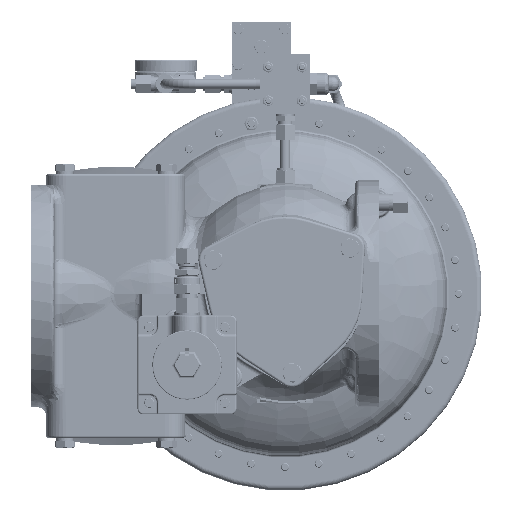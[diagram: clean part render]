
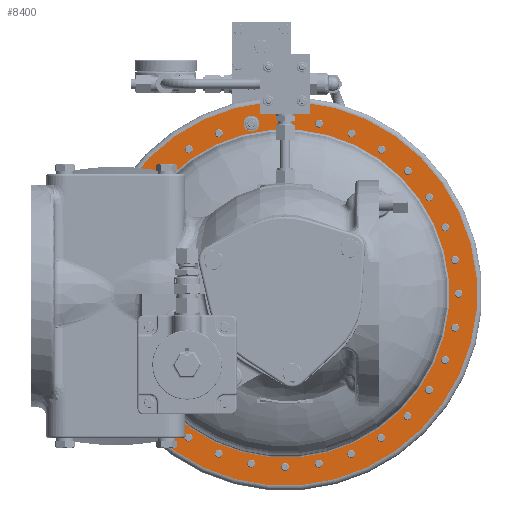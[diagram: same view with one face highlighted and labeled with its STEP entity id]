
A CAD part, front view. The second image highlights one B-rep face of the part: STEP entity #8400.
In plain terms, the highlighted planar face has unit normal (0, -1, 0).
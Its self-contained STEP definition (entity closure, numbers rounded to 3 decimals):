
#1090 = DIRECTION ( 'NONE',  ( 0., 1., 0. ) ) ;
#5852 = DIRECTION ( 'NONE',  ( -0.707, 0., -0.707 ) ) ;
#7453 = DIRECTION ( 'NONE',  ( 0., -1., 0. ) ) ;
#8400 = ADVANCED_FACE ( 'Defeature ausgef�hrt1_0', ( #19874, #167077 ), #45463, .F. ) ;
#10067 = EDGE_CURVE ( 'Defeature ausgef�hrt1_0+Defeature ausgef�hrt1_23+Defeature ausgef�hrt1_23+Defeature ausgef�hrt1_23', #93451, #64386, #161853, .T. ) ;
#16116 = CARTESIAN_POINT ( 'NONE',  ( -117.261, 215.28, -117.261 ) ) ;
#19149 = CARTESIAN_POINT ( 'NONE',  ( 117.261, 215.28, 117.261 ) ) ;
#19874 = FACE_OUTER_BOUND ( 'NONE', #30122, .T. ) ;
#21243 = CIRCLE ( 'NONE', #97504, 165.833 ) ;
#22020 = DIRECTION ( 'NONE',  ( -0.707, 0., -0.707 ) ) ;
#23191 = DIRECTION ( 'NONE',  ( -0.707, 0., -0.707 ) ) ;
#30122 = EDGE_LOOP ( 'NONE', ( #133645, #110449 ) ) ;
#41296 = EDGE_CURVE ( 'Defeature ausgef�hrt1_0+Defeature ausgef�hrt1_24+Defeature ausgef�hrt1_24+Defeature ausgef�hrt1_24', #175592, #81944, #58523, .T. ) ;
#43688 = EDGE_LOOP ( 'NONE', ( #168673, #114549 ) ) ;
#45463 = PLANE ( 'NONE',  #159027 ) ;
#56941 = CARTESIAN_POINT ( 'NONE',  ( -137.179, 215.28, -137.179 ) ) ;
#58523 = CIRCLE ( 'NONE', #180420, 194. ) ;
#64386 = VERTEX_POINT ( 'NONE', #19149 ) ;
#67906 = DIRECTION ( 'NONE',  ( -0.707, 0., -0.707 ) ) ;
#68542 = DIRECTION ( 'NONE',  ( 0., 1., 0. ) ) ;
#77686 = EDGE_CURVE ( 'Defeature ausgef�hrt1_0+Defeature ausgef�hrt1_23+Defeature ausgef�hrt1_23+Defeature ausgef�hrt1_23', #64386, #93451, #21243, .T. ) ;
#81944 = VERTEX_POINT ( 'NONE', #187265 ) ;
#89735 = DIRECTION ( 'NONE',  ( -0.707, 0., -0.707 ) ) ;
#93451 = VERTEX_POINT ( 'NONE', #16116 ) ;
#97504 = AXIS2_PLACEMENT_3D ( 'NONE', #182689, #123830, #23191 ) ;
#105278 = EDGE_CURVE ( 'Defeature ausgef�hrt1_0+Defeature ausgef�hrt1_24+Defeature ausgef�hrt1_24+Defeature ausgef�hrt1_24', #81944, #175592, #128719, .T. ) ;
#110449 = ORIENTED_EDGE ( 'NONE', *, *, #105278, .T. ) ;
#113303 = CARTESIAN_POINT ( 'NONE',  ( 0., 215.28, 0. ) ) ;
#114549 = ORIENTED_EDGE ( 'NONE', *, *, #77686, .T. ) ;
#121665 = CARTESIAN_POINT ( 'NONE',  ( 0., 215.28, 0. ) ) ;
#123830 = DIRECTION ( 'NONE',  ( 0., 1., 0. ) ) ;
#128719 = CIRCLE ( 'NONE', #164996, 194. ) ;
#133645 = ORIENTED_EDGE ( 'NONE', *, *, #41296, .T. ) ;
#138696 = DIRECTION ( 'NONE',  ( 0., -1., 0. ) ) ;
#155651 = AXIS2_PLACEMENT_3D ( 'NONE', #113303, #68542, #67906 ) ;
#159027 = AXIS2_PLACEMENT_3D ( 'NONE', #176369, #1090, #89735 ) ;
#161853 = CIRCLE ( 'NONE', #155651, 165.833 ) ;
#164996 = AXIS2_PLACEMENT_3D ( 'NONE', #121665, #138696, #5852 ) ;
#167077 = FACE_BOUND ( 'NONE', #43688, .T. ) ;
#168673 = ORIENTED_EDGE ( 'NONE', *, *, #10067, .T. ) ;
#175592 = VERTEX_POINT ( 'NONE', #56941 ) ;
#176369 = CARTESIAN_POINT ( 'NONE',  ( 140.714, 215.28, 140.714 ) ) ;
#180420 = AXIS2_PLACEMENT_3D ( 'NONE', #180902, #7453, #22020 ) ;
#180902 = CARTESIAN_POINT ( 'NONE',  ( 0., 215.28, 0. ) ) ;
#182689 = CARTESIAN_POINT ( 'NONE',  ( 0., 215.28, 0. ) ) ;
#187265 = CARTESIAN_POINT ( 'NONE',  ( 137.179, 215.28, 137.179 ) ) ;
